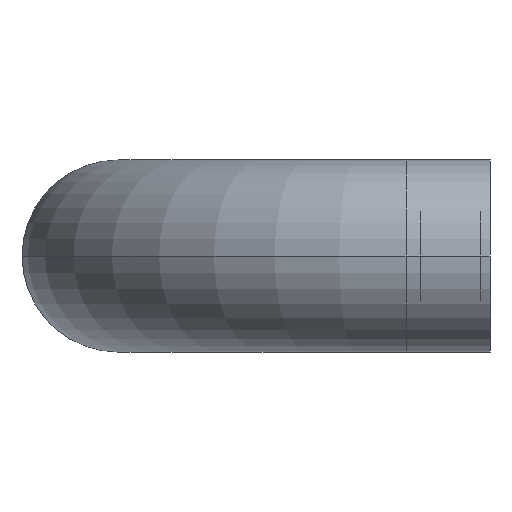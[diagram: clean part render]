
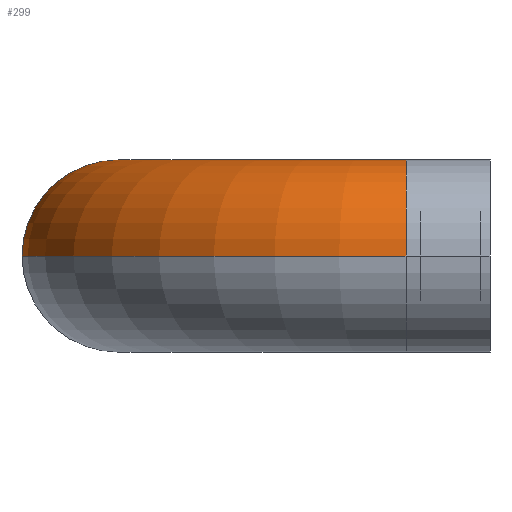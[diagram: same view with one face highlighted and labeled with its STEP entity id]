
A CAD part, left-side view. The second image highlights one B-rep face of the part: STEP entity #299.
In plain terms, the highlighted toroidal (fillet/blend) face has major radius 48 mm and minor radius 16 mm.
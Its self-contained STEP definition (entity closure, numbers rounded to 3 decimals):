
#165 = CARTESIAN_POINT ( 'NONE',  ( -216., 14., 0. ) ) ;
#168 = CARTESIAN_POINT ( 'NONE',  ( -152., 78., 0. ) ) ;
#192 = CARTESIAN_POINT ( 'NONE',  ( -184., 14., 0. ) ) ;
#195 = CARTESIAN_POINT ( 'NONE',  ( -152., 46., 0. ) ) ;
#296 = EDGE_CURVE ( 'NONE', #876, #861, #1116, .T. ) ;
#297 = EDGE_CURVE ( 'NONE', #879, #876, #1115, .T. ) ;
#299 = ADVANCED_FACE ( 'NONE', ( #1028 ), #1112, .T. ) ;
#303 = EDGE_CURVE ( 'NONE', #864, #861, #1113, .T. ) ;
#325 = EDGE_CURVE ( 'NONE', #879, #864, #1102, .T. ) ;
#420 = DIRECTION ( 'NONE',  ( 0., 0., 1. ) ) ;
#421 = DIRECTION ( 'NONE',  ( -1., 0., 0. ) ) ;
#422 = CARTESIAN_POINT ( 'NONE',  ( -152., 62., 0. ) ) ;
#496 = DIRECTION ( 'NONE',  ( 1., 0., 0. ) ) ;
#497 = DIRECTION ( 'NONE',  ( 0., 0., 1. ) ) ;
#498 = CARTESIAN_POINT ( 'NONE',  ( -152., 14., 0. ) ) ;
#508 = DIRECTION ( 'NONE',  ( 1., 0., 0. ) ) ;
#509 = DIRECTION ( 'NONE',  ( 0., 0., 1. ) ) ;
#510 = CARTESIAN_POINT ( 'NONE',  ( -152., 14., 0. ) ) ;
#522 = DIRECTION ( 'NONE',  ( 1., 0., 0. ) ) ;
#523 = DIRECTION ( 'NONE',  ( 0., 0., 1. ) ) ;
#524 = CARTESIAN_POINT ( 'NONE',  ( -152., 14., 0. ) ) ;
#525 = DIRECTION ( 'NONE',  ( 0., 0., 1. ) ) ;
#526 = DIRECTION ( 'NONE',  ( 0., -1., 0. ) ) ;
#527 = CARTESIAN_POINT ( 'NONE',  ( -200., 14., 0. ) ) ;
#699 = ORIENTED_EDGE ( 'NONE', *, *, #325, .T. ) ;
#702 = ORIENTED_EDGE ( 'NONE', *, *, #296, .F. ) ;
#703 = ORIENTED_EDGE ( 'NONE', *, *, #303, .T. ) ;
#704 = ORIENTED_EDGE ( 'NONE', *, *, #297, .F. ) ;
#755 = EDGE_LOOP ( 'NONE', ( #699, #703, #702, #704 ) ) ;
#861 = VERTEX_POINT ( 'NONE', #165 ) ;
#864 = VERTEX_POINT ( 'NONE', #168 ) ;
#876 = VERTEX_POINT ( 'NONE', #192 ) ;
#879 = VERTEX_POINT ( 'NONE', #195 ) ;
#942 = AXIS2_PLACEMENT_3D ( 'NONE', #422, #421, #420 ) ;
#989 = AXIS2_PLACEMENT_3D ( 'NONE', #527, #526, #525 ) ;
#1005 = AXIS2_PLACEMENT_3D ( 'NONE', #510, #509, #508 ) ;
#1010 = AXIS2_PLACEMENT_3D ( 'NONE', #524, #523, #522 ) ;
#1028 = FACE_OUTER_BOUND ( 'NONE', #755, .T. ) ;
#1058 = AXIS2_PLACEMENT_3D ( 'NONE', #498, #497, #496 ) ;
#1102 = CIRCLE ( 'NONE', #942, 16. ) ;
#1112 = TOROIDAL_SURFACE ( 'NONE', #1005, 48., 16. ) ;
#1113 = CIRCLE ( 'NONE', #1058, 64. ) ;
#1115 = CIRCLE ( 'NONE', #1010, 32. ) ;
#1116 = CIRCLE ( 'NONE', #989, 16. ) ;
